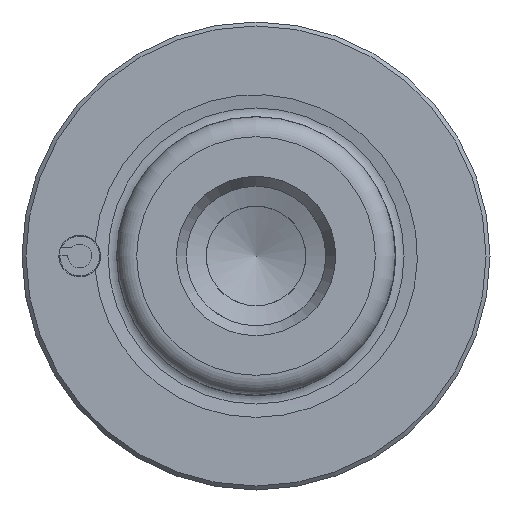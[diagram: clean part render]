
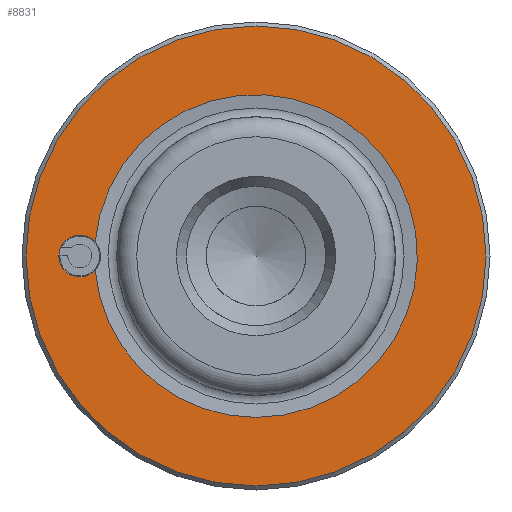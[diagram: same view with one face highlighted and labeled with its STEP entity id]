
A CAD part, left-side view. The second image highlights one B-rep face of the part: STEP entity #8831.
In plain terms, the highlighted planar face has unit normal (-1, 0, 0).
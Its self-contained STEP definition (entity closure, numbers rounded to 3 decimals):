
#513=PLANE('',#9703);
#813=FACE_BOUND('',#1413,.T.);
#875=FACE_OUTER_BOUND('',#1412,.T.);
#1412=EDGE_LOOP('',(#6199));
#1413=EDGE_LOOP('',(#6200,#6201,#6202,#6203));
#1974=CIRCLE('',#9666,8.103);
#1975=CIRCLE('',#9667,8.103);
#1997=CIRCLE('',#9704,11.55);
#1998=CIRCLE('',#9705,1.05);
#1999=CIRCLE('',#9706,1.05);
#3756=VERTEX_POINT('',#13666);
#3757=VERTEX_POINT('',#13668);
#3758=VERTEX_POINT('',#13670);
#3787=VERTEX_POINT('',#13925);
#3788=VERTEX_POINT('',#13927);
#4696=EDGE_CURVE('',#3756,#3757,#1974,.T.);
#4698=EDGE_CURVE('',#3758,#3756,#1975,.T.);
#4743=EDGE_CURVE('',#3787,#3787,#1997,.T.);
#4744=EDGE_CURVE('',#3757,#3788,#1998,.T.);
#4745=EDGE_CURVE('',#3788,#3758,#1999,.T.);
#6199=ORIENTED_EDGE('',*,*,#4743,.T.);
#6200=ORIENTED_EDGE('',*,*,#4744,.F.);
#6201=ORIENTED_EDGE('',*,*,#4696,.F.);
#6202=ORIENTED_EDGE('',*,*,#4698,.F.);
#6203=ORIENTED_EDGE('',*,*,#4745,.F.);
#8831=ADVANCED_FACE('',(#875,#813),#513,.F.);
#9666=AXIS2_PLACEMENT_3D('',#13669,#10757,#10758);
#9667=AXIS2_PLACEMENT_3D('',#13685,#10759,#10760);
#9703=AXIS2_PLACEMENT_3D('',#13924,#10842,#10843);
#9704=AXIS2_PLACEMENT_3D('',#13926,#10844,#10845);
#9705=AXIS2_PLACEMENT_3D('',#13928,#10846,#10847);
#9706=AXIS2_PLACEMENT_3D('',#13929,#10848,#10849);
#10757=DIRECTION('center_axis',(-1.,0.,0.));
#10758=DIRECTION('ref_axis',(0.,0.,1.));
#10759=DIRECTION('center_axis',(-1.,0.,0.));
#10760=DIRECTION('ref_axis',(0.,0.,1.));
#10842=DIRECTION('center_axis',(1.,0.,0.));
#10843=DIRECTION('ref_axis',(0.,0.,-1.));
#10844=DIRECTION('center_axis',(-1.,0.,0.));
#10845=DIRECTION('ref_axis',(0.,0.,1.));
#10846=DIRECTION('center_axis',(-1.,0.,0.));
#10847=DIRECTION('ref_axis',(0.,0.,-1.));
#10848=DIRECTION('center_axis',(-1.,0.,0.));
#10849=DIRECTION('ref_axis',(0.,0.,-1.));
#13666=CARTESIAN_POINT('',(-32.5,0.,-8.103));
#13668=CARTESIAN_POINT('',(-32.5,8.073,0.706));
#13669=CARTESIAN_POINT('Origin',(-32.5,0.,0.));
#13670=CARTESIAN_POINT('',(-32.5,8.073,-0.706));
#13685=CARTESIAN_POINT('Origin',(-32.5,0.,0.));
#13924=CARTESIAN_POINT('Origin',(-32.5,8.103,0.));
#13925=CARTESIAN_POINT('',(-32.5,0.,11.55));
#13926=CARTESIAN_POINT('Origin',(-32.5,0.,0.));
#13927=CARTESIAN_POINT('',(-32.5,8.85,-1.05));
#13928=CARTESIAN_POINT('Origin',(-32.5,8.85,0.));
#13929=CARTESIAN_POINT('Origin',(-32.5,8.85,0.));
